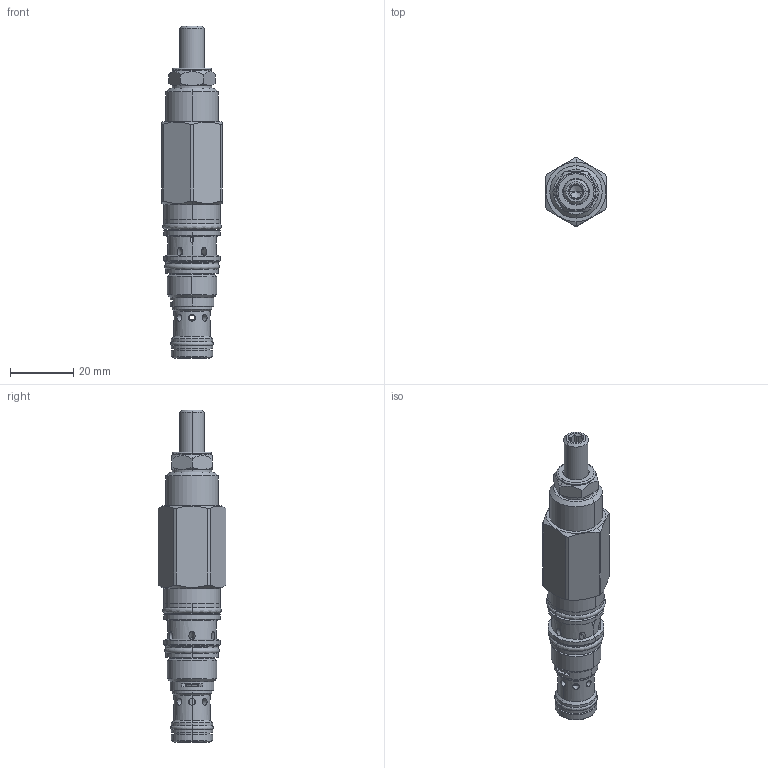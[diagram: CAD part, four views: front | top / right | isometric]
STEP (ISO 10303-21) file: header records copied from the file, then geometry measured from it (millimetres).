
FILE_DESCRIPTION((''),'2;1');
FILE_NAME('PPBB-LAN_PRT','2017-02-08T',('Administrator'),(''),'PRO/ENGINEER BY PARAMETRIC TECHNOLOGY CORPORATION, 2006240','PRO/ENGINEER BY PARAMETRIC TECHNOLOGY CORPORATION, 2006240','');
FILE_SCHEMA(('CONFIG_CONTROL_DESIGN'));
Length unit declared in the file: inch
Products named in the file (1): PPBB-LAN_PRT
Bounding box: 19.05 x 21.54 x 105.23 mm (x, y, z)
Volume: 16001.5 mm3; surface area: 13125.6 mm2
Topology: 6 solids, 6 shells, 490 faces, 1238 edges, 779 vertices
Faces by surface type: cylinder 258, plane 103, cone 79, torus 38, revolution 12
Entity records: 19250 total; most frequent: CARTESIAN_POINT 7380, DIRECTION 2467, ORIENTED_EDGE 2456, EDGE_CURVE 1228, AXIS2_PLACEMENT_3D 1031, VERTEX_POINT 779, EDGE_LOOP 613, CIRCLE 553
